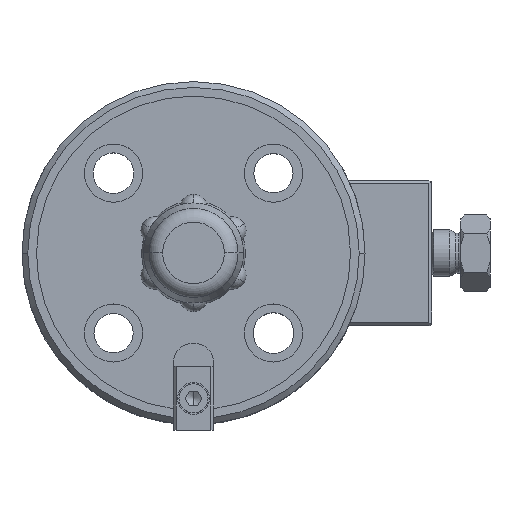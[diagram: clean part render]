
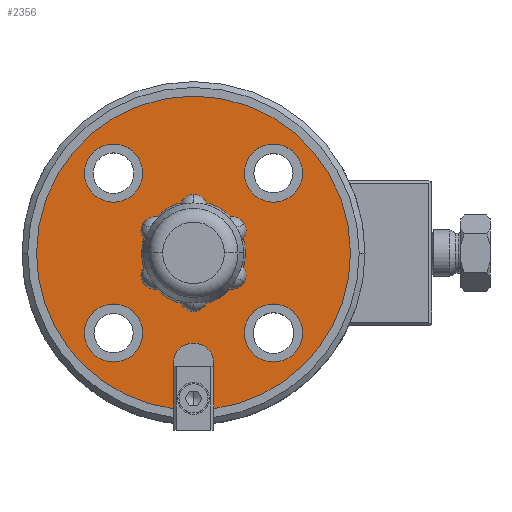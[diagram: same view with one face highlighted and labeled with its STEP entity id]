
A CAD part, top view. The second image highlights one B-rep face of the part: STEP entity #2356.
In plain terms, the highlighted planar face has unit normal (0, 0, 1).
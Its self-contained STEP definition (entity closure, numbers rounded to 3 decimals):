
#860=EDGE_CURVE('',#1592,#1644,#2449,.T.);
#914=EDGE_CURVE('',#2290,#920,#2505,.T.);
#920=VERTEX_POINT('',#2512);
#1034=EDGE_CURVE('',#2238,#1310,#2641,.T.);
#1054=VERTEX_POINT('',#2662);
#1094=VERTEX_POINT('',#2705);
#1134=VERTEX_POINT('',#2751);
#1152=EDGE_CURVE('',#1094,#1862,#2770,.T.);
#1282=VERTEX_POINT('',#2913);
#1310=VERTEX_POINT('',#2947);
#1398=EDGE_CURVE('',#1862,#1094,#3049,.T.);
#1442=EDGE_CURVE('',#2374,#1282,#3099,.T.);
#1516=EDGE_CURVE('',#2002,#2070,#3182,.T.);
#1580=EDGE_CURVE('',#2070,#2002,#3256,.T.);
#1592=VERTEX_POINT('',#3271);
#1644=VERTEX_POINT('',#3329);
#1690=EDGE_CURVE('',#1054,#2060,#3378,.T.);
#1760=EDGE_CURVE('',#2374,#1592,#3459,.T.);
#1772=EDGE_CURVE('',#1644,#1946,#3473,.T.);
#1832=EDGE_CURVE('',#1310,#2238,#3540,.T.);
#1862=VERTEX_POINT('',#3573);
#1910=EDGE_CURVE('',#2060,#1054,#3625,.T.);
#1936=EDGE_CURVE('',#1134,#1946,#3654,.T.);
#1946=VERTEX_POINT('',#3667);
#2002=VERTEX_POINT('',#3731);
#2004=EDGE_CURVE('',#1282,#1134,#3733,.T.);
#2060=VERTEX_POINT('',#3791);
#2070=VERTEX_POINT('',#3803);
#2238=VERTEX_POINT('',#3980);
#2274=EDGE_CURVE('',#920,#2290,#4019,.T.);
#2290=VERTEX_POINT('',#4037);
#2356=ADVANCED_FACE('',(#4114,#4115,#4116,#4117,#4118,#4119),#4120,.T.);
#2374=VERTEX_POINT('',#4141);
#2449=CIRCLE('',#4226,54.0);
#2505=CIRCLE('',#4337,10.0);
#2512=CARTESIAN_POINT('',(17.5,-27.5,40.0));
#2641=CIRCLE('',#4556,17.85);
#2662=CARTESIAN_POINT('',(-17.5,-27.5,40.0));
#2705=CARTESIAN_POINT('',(-37.5,27.5,40.0));
#2751=CARTESIAN_POINT('',(7.0,-38.0,40.0));
#2770=CIRCLE('',#4800,10.0);
#2913=CARTESIAN_POINT('',(-7.0,-38.0,40.0));
#2947=CARTESIAN_POINT('',(17.85,0.,40.0));
#3049=CIRCLE('',#5350,10.0);
#3099=LINE('',#5422,#5423);
#3182=CIRCLE('',#5573,10.0);
#3256=CIRCLE('',#5757,10.0);
#3271=CARTESIAN_POINT('',(-54.0,0.,40.0));
#3329=CARTESIAN_POINT('',(54.,0.,40.0));
#3378=CIRCLE('',#5995,10.0);
#3459=CIRCLE('',#6095,54.0);
#3473=CIRCLE('',#6112,54.0);
#3540=CIRCLE('',#6221,17.85);
#3573=CARTESIAN_POINT('',(-17.5,27.5,40.0));
#3625=CIRCLE('',#6351,10.0);
#3654=LINE('',#6408,#6409);
#3667=CARTESIAN_POINT('',(7.0,-53.544,40.0));
#3731=CARTESIAN_POINT('',(37.5,27.5,40.0));
#3733=CIRCLE('',#6534,7.0);
#3791=CARTESIAN_POINT('',(-37.5,-27.5,40.0));
#3803=CARTESIAN_POINT('',(17.5,27.5,40.0));
#3980=CARTESIAN_POINT('',(-17.85,0.,40.0));
#4019=CIRCLE('',#7061,10.0);
#4037=CARTESIAN_POINT('',(37.5,-27.5,40.0));
#4114=FACE_OUTER_BOUND('',#7212,.T.);
#4115=FACE_BOUND('',#7213,.T.);
#4116=FACE_BOUND('',#7214,.T.);
#4117=FACE_BOUND('',#7215,.T.);
#4118=FACE_BOUND('',#7216,.T.);
#4119=FACE_BOUND('',#7217,.T.);
#4120=PLANE('',#7218);
#4141=CARTESIAN_POINT('',(-7.0,-53.544,40.0));
#4226=AXIS2_PLACEMENT_3D('',#7343,#7344,#7345);
#4337=AXIS2_PLACEMENT_3D('',#7373,#7374,#7375);
#4556=AXIS2_PLACEMENT_3D('',#7540,#7541,#7542);
#4800=AXIS2_PLACEMENT_3D('',#7658,#7659,#7660);
#5350=AXIS2_PLACEMENT_3D('',#8008,#8009,#8010);
#5422=CARTESIAN_POINT('',(-7.0,-19.0,40.0));
#5423=VECTOR('',#8069,1.0);
#5573=AXIS2_PLACEMENT_3D('',#8171,#8172,#8173);
#5757=AXIS2_PLACEMENT_3D('',#8254,#8255,#8256);
#5995=AXIS2_PLACEMENT_3D('',#8391,#8392,#8393);
#6095=AXIS2_PLACEMENT_3D('',#8495,#8496,#8497);
#6112=AXIS2_PLACEMENT_3D('',#8516,#8517,#8518);
#6221=AXIS2_PLACEMENT_3D('',#8599,#8600,#8601);
#6351=AXIS2_PLACEMENT_3D('',#8679,#8680,#8681);
#6408=CARTESIAN_POINT('',(7.0,-34.0,40.0));
#6409=VECTOR('',#8711,1.0);
#6534=AXIS2_PLACEMENT_3D('',#8803,#8804,#8805);
#7061=AXIS2_PLACEMENT_3D('',#9061,#9062,#9063);
#7212=EDGE_LOOP('',(#9186,#9187,#9188,#9189,#9190,#9191));
#7213=EDGE_LOOP('',(#9192,#9193));
#7214=EDGE_LOOP('',(#9194,#9195));
#7215=EDGE_LOOP('',(#9196,#9197));
#7216=EDGE_LOOP('',(#9198,#9199));
#7217=EDGE_LOOP('',(#9200,#9201));
#7218=AXIS2_PLACEMENT_3D('',#9202,#9203,#9204);
#7343=CARTESIAN_POINT('',(0.,0.,40.0));
#7344=DIRECTION('',(-0.0,0.0,-1.0));
#7345=DIRECTION('',(-1.0,0.,0.0));
#7373=CARTESIAN_POINT('',(27.5,-27.5,40.0));
#7374=DIRECTION('',(0.0,0.0,-1.0));
#7375=DIRECTION('',(1.0,0.0,0.0));
#7540=CARTESIAN_POINT('',(0.,0.,40.0));
#7541=DIRECTION('',(-0.0,0.0,-1.0));
#7542=DIRECTION('',(-1.0,0.,0.0));
#7658=CARTESIAN_POINT('',(-27.5,27.5,40.0));
#7659=DIRECTION('',(0.0,0.0,-1.0));
#7660=DIRECTION('',(1.0,0.0,0.0));
#8008=CARTESIAN_POINT('',(-27.5,27.5,40.0));
#8009=DIRECTION('',(0.0,0.0,-1.0));
#8010=DIRECTION('',(1.0,0.0,0.0));
#8069=DIRECTION('',(0.0,1.0,0.0));
#8171=CARTESIAN_POINT('',(27.5,27.5,40.0));
#8172=DIRECTION('',(0.0,0.0,-1.0));
#8173=DIRECTION('',(1.0,0.0,0.0));
#8254=CARTESIAN_POINT('',(27.5,27.5,40.0));
#8255=DIRECTION('',(0.0,0.0,-1.0));
#8256=DIRECTION('',(1.0,0.0,0.0));
#8391=CARTESIAN_POINT('',(-27.5,-27.5,40.0));
#8392=DIRECTION('',(0.0,0.0,-1.0));
#8393=DIRECTION('',(1.0,0.0,0.0));
#8495=CARTESIAN_POINT('',(0.,0.,40.0));
#8496=DIRECTION('',(-0.0,0.0,-1.0));
#8497=DIRECTION('',(-1.0,0.,0.0));
#8516=CARTESIAN_POINT('',(0.,0.,40.0));
#8517=DIRECTION('',(-0.0,0.0,-1.0));
#8518=DIRECTION('',(-1.0,0.,0.0));
#8599=CARTESIAN_POINT('',(0.,0.,40.0));
#8600=DIRECTION('',(-0.0,0.0,-1.0));
#8601=DIRECTION('',(-1.0,0.,0.0));
#8679=CARTESIAN_POINT('',(-27.5,-27.5,40.0));
#8680=DIRECTION('',(0.0,0.0,-1.0));
#8681=DIRECTION('',(1.0,0.0,0.0));
#8711=DIRECTION('',(0.0,-1.0,0.0));
#8803=CARTESIAN_POINT('',(0.0,-38.0,40.0));
#8804=DIRECTION('',(0.0,0.0,-1.0));
#8805=DIRECTION('',(-1.0,0.0,0.0));
#9061=CARTESIAN_POINT('',(27.5,-27.5,40.0));
#9062=DIRECTION('',(0.0,0.0,-1.0));
#9063=DIRECTION('',(1.0,0.0,0.0));
#9186=ORIENTED_EDGE('',*,*,#1936,.T.);
#9187=ORIENTED_EDGE('',*,*,#1772,.F.);
#9188=ORIENTED_EDGE('',*,*,#860,.F.);
#9189=ORIENTED_EDGE('',*,*,#1760,.F.);
#9190=ORIENTED_EDGE('',*,*,#1442,.T.);
#9191=ORIENTED_EDGE('',*,*,#2004,.T.);
#9192=ORIENTED_EDGE('',*,*,#1516,.T.);
#9193=ORIENTED_EDGE('',*,*,#1580,.T.);
#9194=ORIENTED_EDGE('',*,*,#1690,.T.);
#9195=ORIENTED_EDGE('',*,*,#1910,.T.);
#9196=ORIENTED_EDGE('',*,*,#1398,.T.);
#9197=ORIENTED_EDGE('',*,*,#1152,.T.);
#9198=ORIENTED_EDGE('',*,*,#914,.T.);
#9199=ORIENTED_EDGE('',*,*,#2274,.T.);
#9200=ORIENTED_EDGE('',*,*,#1034,.T.);
#9201=ORIENTED_EDGE('',*,*,#1832,.T.);
#9202=CARTESIAN_POINT('',(-35.925,0.,40.0));
#9203=DIRECTION('',(0.0,0.0,1.0));
#9204=DIRECTION('',(-1.0,0.,0.0));
